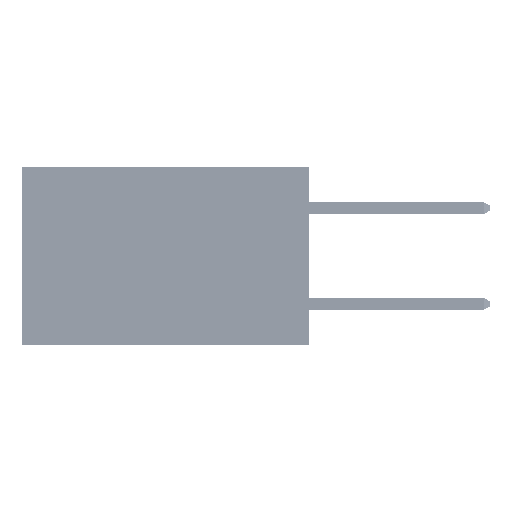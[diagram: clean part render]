
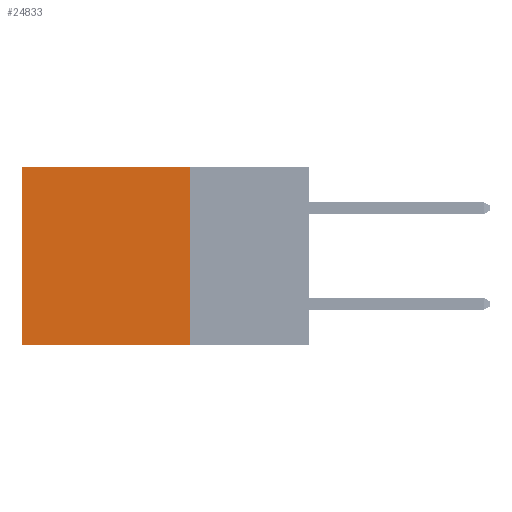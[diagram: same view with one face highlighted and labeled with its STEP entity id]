
A CAD part, left-side view. The second image highlights one B-rep face of the part: STEP entity #24833.
In plain terms, the highlighted planar face has unit normal (-1, 0, 0).
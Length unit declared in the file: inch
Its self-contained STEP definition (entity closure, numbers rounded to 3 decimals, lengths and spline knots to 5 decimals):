
#246 = VERTEX_POINT ( 'NONE', #6864 ) ;
#2094 = VECTOR ( 'NONE', #47225, 39.37008 ) ;
#4984 = VERTEX_POINT ( 'NONE', #36264 ) ;
#5189 = ORIENTED_EDGE ( 'NONE', *, *, #17147, .T. ) ;
#5843 = DIRECTION ( 'NONE',  ( 1., 0., 0. ) ) ;
#6864 = CARTESIAN_POINT ( 'NONE',  ( 0.2875, 0.25, -0.37 ) ) ;
#14102 = DIRECTION ( 'NONE',  ( 0., 0., -1. ) ) ;
#14614 = CARTESIAN_POINT ( 'NONE',  ( 0.2875, 0.6, 0. ) ) ;
#17147 = EDGE_CURVE ( 'NONE', #4984, #46961, #51464, .T. ) ;
#19721 = ORIENTED_EDGE ( 'NONE', *, *, #21230, .T. ) ;
#19841 = EDGE_LOOP ( 'NONE', ( #5189, #33876, #42697, #19721 ) ) ;
#21078 = FACE_OUTER_BOUND ( 'NONE', #19841, .T. ) ;
#21230 = EDGE_CURVE ( 'NONE', #26689, #4984, #43283, .T. ) ;
#24833 = ADVANCED_FACE ( 'NONE', ( #21078 ), #49673, .F. ) ;
#25156 = CARTESIAN_POINT ( 'NONE',  ( 0.2875, 0.25, 0. ) ) ;
#26548 = LINE ( 'NONE', #40225, #38416 ) ;
#26689 = VERTEX_POINT ( 'NONE', #25156 ) ;
#27111 = DIRECTION ( 'NONE',  ( 0., 1., 0. ) ) ;
#28626 = VECTOR ( 'NONE', #27111, 39.37008 ) ;
#31996 = EDGE_CURVE ( 'NONE', #26689, #246, #26548, .T. ) ;
#33876 = ORIENTED_EDGE ( 'NONE', *, *, #37494, .F. ) ;
#34057 = DIRECTION ( 'NONE',  ( 0., 1., 0. ) ) ;
#34488 = VECTOR ( 'NONE', #34057, 39.37008 ) ;
#36264 = CARTESIAN_POINT ( 'NONE',  ( 0.2875, 0.6, 0. ) ) ;
#37494 = EDGE_CURVE ( 'NONE', #246, #46961, #39238, .T. ) ;
#38416 = VECTOR ( 'NONE', #48247, 39.37008 ) ;
#38460 = CARTESIAN_POINT ( 'NONE',  ( 0.2875, 0.25, -0.37 ) ) ;
#39238 = LINE ( 'NONE', #38460, #28626 ) ;
#40225 = CARTESIAN_POINT ( 'NONE',  ( 0.2875, 0.25, 0. ) ) ;
#42697 = ORIENTED_EDGE ( 'NONE', *, *, #31996, .F. ) ;
#43283 = LINE ( 'NONE', #46094, #34488 ) ;
#46002 = AXIS2_PLACEMENT_3D ( 'NONE', #49837, #5843, #14102 ) ;
#46094 = CARTESIAN_POINT ( 'NONE',  ( 0.2875, 0.25, 0. ) ) ;
#46961 = VERTEX_POINT ( 'NONE', #48613 ) ;
#47225 = DIRECTION ( 'NONE',  ( 0., 0., -1. ) ) ;
#48247 = DIRECTION ( 'NONE',  ( 0., 0., -1. ) ) ;
#48613 = CARTESIAN_POINT ( 'NONE',  ( 0.2875, 0.6, -0.37 ) ) ;
#49673 = PLANE ( 'NONE',  #46002 ) ;
#49837 = CARTESIAN_POINT ( 'NONE',  ( 0.2875, 0.25, 0. ) ) ;
#51464 = LINE ( 'NONE', #14614, #2094 ) ;
